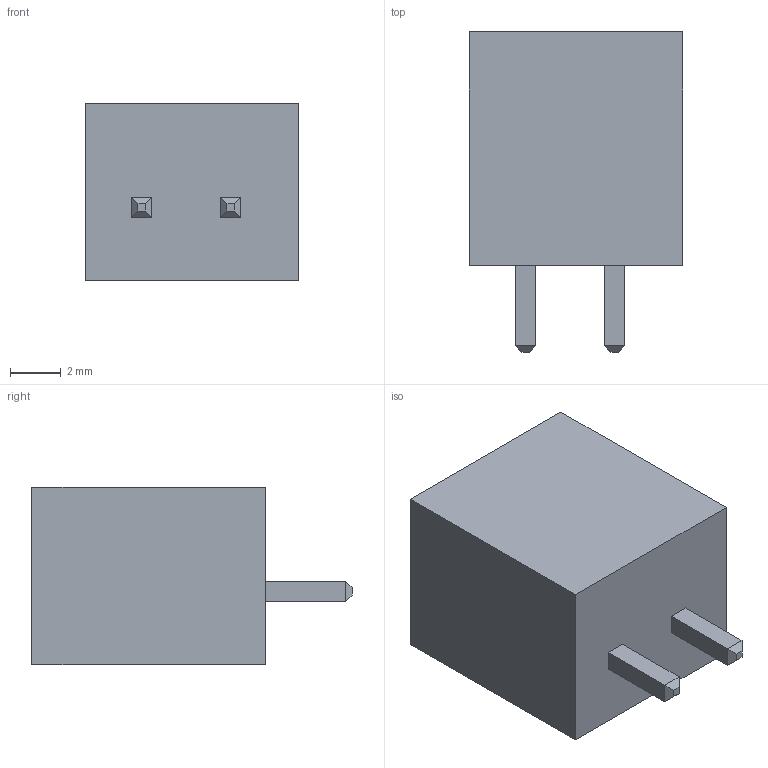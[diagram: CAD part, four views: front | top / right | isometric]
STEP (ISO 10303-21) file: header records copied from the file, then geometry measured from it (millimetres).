
FILE_DESCRIPTION(/* description */ (''),/* implementation_level */ '2;1');
FILE_NAME(/* name */ 'STL1550_2.step',/* time_stamp */ '2023-04-17T17:46:49+02:00',/* author */ (''),/* organization */ (''),/* preprocessor_version */ 'ST-DEVELOPER v19.2',/* originating_system */ 'Autodesk Translation Framework v12.4.0.73',/* authorisation */ '');
FILE_SCHEMA (('AUTOMOTIVE_DESIGN { 1 0 10303 214 3 1 1 }'));
Length unit declared in the file: millimetre
Products named in the file (1): User Library-STL1550_3-3_5-V
Bounding box: 8.4 x 12.6 x 7 mm (x, y, z)
Volume: 340 mm3; surface area: 678.2 mm2
Topology: 1 solids, 1 shells, 52 faces, 116 edges, 72 vertices
Faces by surface type: plane 52
Entity records: 1498 total; most frequent: CARTESIAN_POINT 241, ORIENTED_EDGE 232, DIRECTION 222, LINE 116, VECTOR 116, EDGE_CURVE 116, VERTEX_POINT 72, EDGE_LOOP 58
